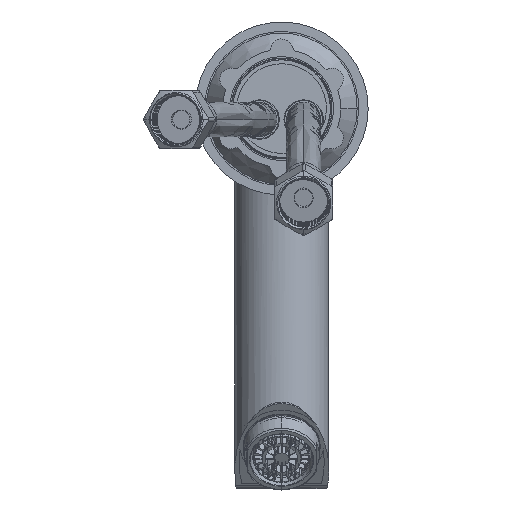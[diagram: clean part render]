
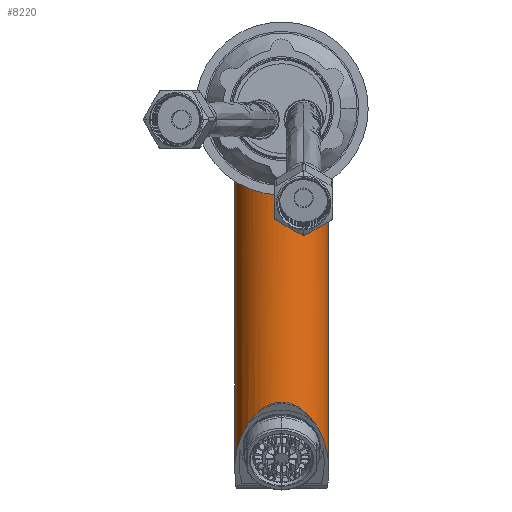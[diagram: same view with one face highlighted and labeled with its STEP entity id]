
A CAD part, front view. The second image highlights one B-rep face of the part: STEP entity #8220.
In plain terms, the highlighted cylindrical face has radius 15 mm (diameter 30 mm), a full revolution.
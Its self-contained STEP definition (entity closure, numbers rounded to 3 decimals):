
#5775=ELLIPSE('',#28471,26.065,15.);
#5855=B_SPLINE_CURVE_WITH_KNOTS('',3,(#38667,#38668,#38669,#38670,#38671,
#38672,#38673,#38674,#38675,#38676,#38677,#38678,#38679,#38680,#38681,#38682,
#38683,#38684,#38685,#38686,#38687,#38688,#38689,#38690,#38691,#38692,#38693,
#38694,#38695,#38696,#38697,#38698,#38699,#38700),.UNSPECIFIED.,.T.,.F.,
(2,2,2,2,2,2,2,2,2,2,2,2,2,2,2,2,2,2,2),(-0.063,0.,0.063,0.125,0.188,
0.25,0.313,0.375,0.438,0.5,0.563,0.625,0.688,0.75,0.813,0.875,0.938,
1.,1.063),.UNSPECIFIED.);
#5856=B_SPLINE_CURVE_WITH_KNOTS('',3,(#38705,#38706,#38707,#38708,#38709,
#38710,#38711,#38712,#38713,#38714),.UNSPECIFIED.,.F.,.F.,(4,3,3,4),(0.,
0.345,0.689,1.),.UNSPECIFIED.);
#5857=B_SPLINE_CURVE_WITH_KNOTS('',3,(#38718,#38719,#38720,#38721,#38722,
#38723,#38724,#38725,#38726,#38727),.UNSPECIFIED.,.F.,.F.,(4,3,3,4),(0.,
0.366,0.733,1.),.UNSPECIFIED.);
#6809=CYLINDRICAL_SURFACE('',#28473,15.);
#8220=ADVANCED_FACE('',(#10055,#10056),#6809,.T.);
#10055=FACE_BOUND('',#10618,.T.);
#10056=FACE_BOUND('',#10619,.T.);
#10618=EDGE_LOOP('',(#12739));
#10619=EDGE_LOOP('',(#12740,#12741,#12742,#12743));
#12739=ORIENTED_EDGE('',*,*,#23277,.T.);
#12740=ORIENTED_EDGE('',*,*,#23278,.T.);
#12741=ORIENTED_EDGE('',*,*,#23279,.T.);
#12742=ORIENTED_EDGE('',*,*,#23280,.F.);
#12743=ORIENTED_EDGE('',*,*,#23281,.T.);
#20686=VERTEX_POINT('',#38701);
#20687=VERTEX_POINT('',#38703);
#20688=VERTEX_POINT('',#38704);
#20689=VERTEX_POINT('',#38715);
#20690=VERTEX_POINT('',#38717);
#23277=EDGE_CURVE('',#20686,#20686,#5855,.T.);
#23278=EDGE_CURVE('',#20687,#20688,#5775,.T.);
#23279=EDGE_CURVE('',#20688,#20689,#5856,.T.);
#23280=EDGE_CURVE('',#20690,#20689,#27263,.T.);
#23281=EDGE_CURVE('',#20690,#20687,#5857,.T.);
#27263=CIRCLE('',#28472,15.);
#28471=AXIS2_PLACEMENT_3D('',#38702,#31292,#31293);
#28472=AXIS2_PLACEMENT_3D('',#38716,#31294,#31295);
#28473=AXIS2_PLACEMENT_3D('',#38728,#31296,#31297);
#31292=DIRECTION('',(0.,0.818,0.575));
#31293=DIRECTION('',(0.,-0.575,0.818));
#31294=DIRECTION('',(0.,0.,-1.));
#31295=DIRECTION('',(1.,0.,0.));
#31296=DIRECTION('',(0.,0.,1.));
#31297=DIRECTION('',(1.,0.,0.));
#38667=CARTESIAN_POINT('',(15.,99.072,-16.869));
#38668=CARTESIAN_POINT('',(15.,94.928,-16.869));
#38669=CARTESIAN_POINT('',(14.562,92.918,-17.331));
#38670=CARTESIAN_POINT('',(13.056,89.367,-18.647));
#38671=CARTESIAN_POINT('',(11.984,87.783,-19.489));
#38672=CARTESIAN_POINT('',(9.326,85.1,-21.077));
#38673=CARTESIAN_POINT('',(7.745,84.003,-21.826));
#38674=CARTESIAN_POINT('',(4.121,82.443,-22.919));
#38675=CARTESIAN_POINT('',(2.073,82.003,-23.247));
#38676=CARTESIAN_POINT('',(-2.023,81.997,-23.252));
#38677=CARTESIAN_POINT('',(-4.062,82.426,-22.931));
#38678=CARTESIAN_POINT('',(-7.694,83.973,-21.846));
#38679=CARTESIAN_POINT('',(-9.297,85.076,-21.093));
#38680=CARTESIAN_POINT('',(-11.98,87.775,-19.492));
#38681=CARTESIAN_POINT('',(-13.041,89.338,-18.659));
#38682=CARTESIAN_POINT('',(-14.564,92.916,-17.33));
#38683=CARTESIAN_POINT('',(-14.998,94.936,-16.871));
#38684=CARTESIAN_POINT('',(-15.002,99.033,-16.867));
#38685=CARTESIAN_POINT('',(-14.572,101.055,-17.322));
#38686=CARTESIAN_POINT('',(-13.057,104.635,-18.646));
#38687=CARTESIAN_POINT('',(-11.984,106.217,-19.489));
#38688=CARTESIAN_POINT('',(-9.323,108.902,-21.079));
#38689=CARTESIAN_POINT('',(-7.73,110.005,-21.831));
#38690=CARTESIAN_POINT('',(-4.105,111.562,-22.922));
#38691=CARTESIAN_POINT('',(-2.062,111.997,-23.248));
#38692=CARTESIAN_POINT('',(2.012,112.003,-23.252));
#38693=CARTESIAN_POINT('',(4.057,111.578,-22.934));
#38694=CARTESIAN_POINT('',(7.72,110.014,-21.837));
#38695=CARTESIAN_POINT('',(9.319,108.904,-21.081));
#38696=CARTESIAN_POINT('',(11.975,106.228,-19.495));
#38697=CARTESIAN_POINT('',(13.052,104.641,-18.65));
#38698=CARTESIAN_POINT('',(14.562,101.084,-17.331));
#38699=CARTESIAN_POINT('',(15.,99.072,-16.869));
#38700=CARTESIAN_POINT('',(15.,94.928,-16.869));
#38701=CARTESIAN_POINT('',(15.,97.,-16.869));
#38702=CARTESIAN_POINT('',(0.,97.,-115.066));
#38703=CARTESIAN_POINT('',(-14.609,100.403,-119.901));
#38704=CARTESIAN_POINT('',(14.609,100.403,-119.901));
#38705=CARTESIAN_POINT('',(14.609,100.403,-119.901));
#38706=CARTESIAN_POINT('',(14.579,100.532,-120.084));
#38707=CARTESIAN_POINT('',(14.539,100.693,-120.247));
#38708=CARTESIAN_POINT('',(14.491,100.873,-120.376));
#38709=CARTESIAN_POINT('',(14.443,101.053,-120.504));
#38710=CARTESIAN_POINT('',(14.386,101.255,-120.603));
#38711=CARTESIAN_POINT('',(14.321,101.462,-120.665));
#38712=CARTESIAN_POINT('',(14.263,101.65,-120.722));
#38713=CARTESIAN_POINT('',(14.197,101.846,-120.75));
#38714=CARTESIAN_POINT('',(14.129,102.038,-120.75));
#38715=CARTESIAN_POINT('',(14.129,102.038,-120.75));
#38716=CARTESIAN_POINT('',(0.,97.,-120.75));
#38717=CARTESIAN_POINT('',(-14.129,102.038,-120.75));
#38718=CARTESIAN_POINT('',(-14.129,102.038,-120.75));
#38719=CARTESIAN_POINT('',(-14.209,101.812,-120.75));
#38720=CARTESIAN_POINT('',(-14.285,101.581,-120.711));
#38721=CARTESIAN_POINT('',(-14.351,101.364,-120.633));
#38722=CARTESIAN_POINT('',(-14.417,101.146,-120.555));
#38723=CARTESIAN_POINT('',(-14.475,100.937,-120.436));
#38724=CARTESIAN_POINT('',(-14.522,100.756,-120.285));
#38725=CARTESIAN_POINT('',(-14.556,100.623,-120.174));
#38726=CARTESIAN_POINT('',(-14.586,100.503,-120.044));
#38727=CARTESIAN_POINT('',(-14.609,100.403,-119.901));
#38728=CARTESIAN_POINT('',(0.,97.,5.5));
